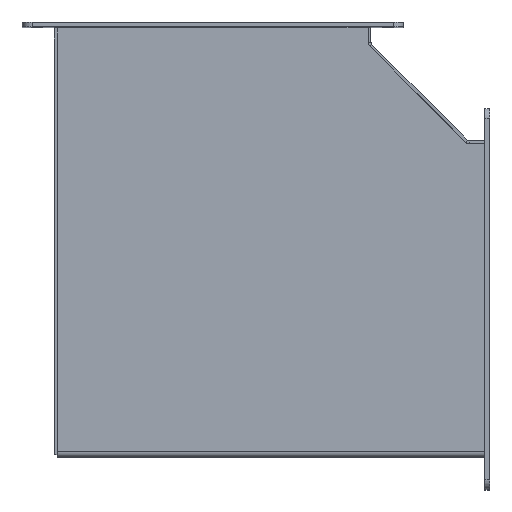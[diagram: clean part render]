
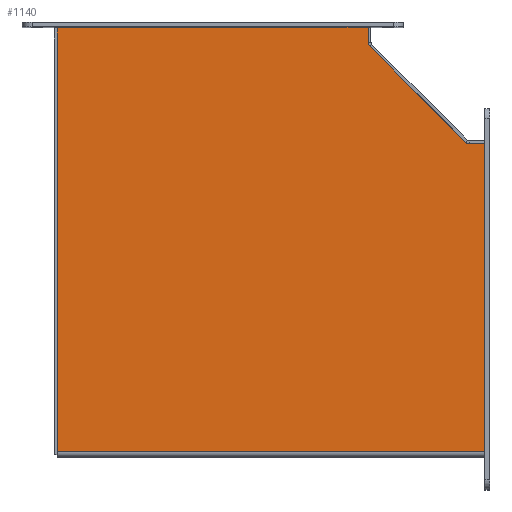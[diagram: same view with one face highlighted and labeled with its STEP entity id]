
A CAD part, top view. The second image highlights one B-rep face of the part: STEP entity #1140.
In plain terms, the highlighted face is planar.
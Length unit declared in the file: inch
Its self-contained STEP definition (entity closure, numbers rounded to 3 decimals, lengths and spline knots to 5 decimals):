
#74=PLANE('',#1213);
#119=FACE_OUTER_BOUND('',#184,.T.);
#184=EDGE_LOOP('',(#790,#791,#792,#793,#794,#795,#796));
#310=LINE('',#1661,#411);
#325=LINE('',#1697,#426);
#328=LINE('',#1703,#429);
#329=LINE('',#1705,#430);
#330=LINE('',#1707,#431);
#331=LINE('',#1709,#432);
#332=LINE('',#1710,#433);
#411=VECTOR('',#1323,10.852);
#426=VECTOR('',#1362,10.7895);
#429=VECTOR('',#1367,7.7895);
#430=VECTOR('',#1368,0.5);
#431=VECTOR('',#1369,3.53553);
#432=VECTOR('',#1370,0.5);
#433=VECTOR('',#1371,7.852);
#513=VERTEX_POINT('',#1658);
#514=VERTEX_POINT('',#1660);
#523=VERTEX_POINT('',#1696);
#525=VERTEX_POINT('',#1702);
#526=VERTEX_POINT('',#1704);
#527=VERTEX_POINT('',#1706);
#528=VERTEX_POINT('',#1708);
#607=EDGE_CURVE('',#514,#513,#310,.T.);
#625=EDGE_CURVE('',#514,#523,#325,.T.);
#628=EDGE_CURVE('',#525,#513,#328,.T.);
#629=EDGE_CURVE('',#526,#525,#329,.T.);
#630=EDGE_CURVE('',#527,#526,#330,.T.);
#631=EDGE_CURVE('',#528,#527,#331,.T.);
#632=EDGE_CURVE('',#523,#528,#332,.T.);
#790=ORIENTED_EDGE('',*,*,#607,.T.);
#791=ORIENTED_EDGE('',*,*,#628,.F.);
#792=ORIENTED_EDGE('',*,*,#629,.F.);
#793=ORIENTED_EDGE('',*,*,#630,.F.);
#794=ORIENTED_EDGE('',*,*,#631,.F.);
#795=ORIENTED_EDGE('',*,*,#632,.F.);
#796=ORIENTED_EDGE('',*,*,#625,.F.);
#1140=ADVANCED_FACE('',(#119),#74,.F.);
#1213=AXIS2_PLACEMENT_3D('',#1701,#1365,#1366);
#1323=DIRECTION('',(0.,1.,0.));
#1362=DIRECTION('',(1.,0.,0.));
#1365=DIRECTION('center_axis',(0.,0.,1.));
#1366=DIRECTION('ref_axis',(1.,0.,0.));
#1367=DIRECTION('',(-1.,0.,0.));
#1368=DIRECTION('',(0.,1.,0.));
#1369=DIRECTION('',(-0.707,0.707,0.));
#1370=DIRECTION('',(-1.,0.,0.));
#1371=DIRECTION('',(0.,1.,0.));
#1658=CARTESIAN_POINT('',(-5.3635,5.426,0.));
#1660=CARTESIAN_POINT('',(-5.3635,-5.426,0.));
#1661=CARTESIAN_POINT('',(-5.3635,-2.84721,0.));
#1696=CARTESIAN_POINT('',(5.426,-5.426,0.));
#1697=CARTESIAN_POINT('',(-5.426,-5.426,0.));
#1701=CARTESIAN_POINT('Origin',(-0.26842,-0.26842,0.));
#1702=CARTESIAN_POINT('',(2.426,5.426,0.));
#1703=CARTESIAN_POINT('',(5.426,5.426,0.));
#1704=CARTESIAN_POINT('',(2.426,4.926,0.));
#1705=CARTESIAN_POINT('',(2.426,4.926,0.));
#1706=CARTESIAN_POINT('',(4.926,2.426,0.));
#1707=CARTESIAN_POINT('',(4.926,2.426,0.));
#1708=CARTESIAN_POINT('',(5.426,2.426,0.));
#1709=CARTESIAN_POINT('',(5.426,2.426,0.));
#1710=CARTESIAN_POINT('',(5.426,-5.426,0.));
